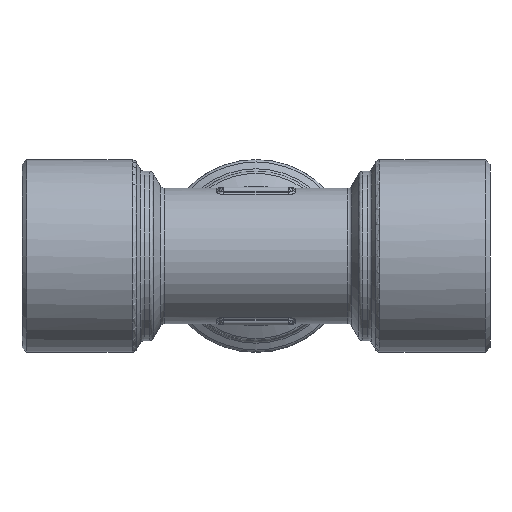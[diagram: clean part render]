
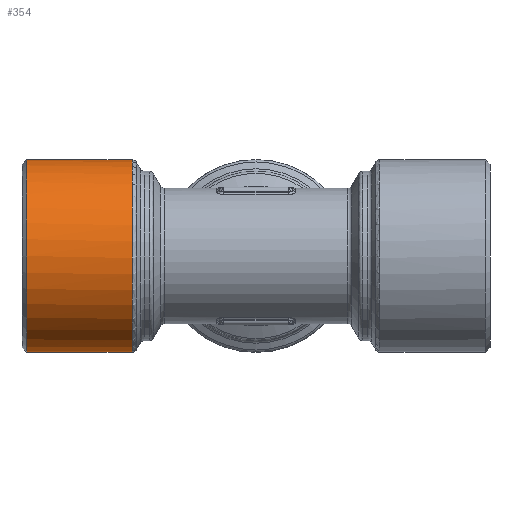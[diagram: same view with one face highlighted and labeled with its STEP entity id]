
A CAD part, left-side view. The second image highlights one B-rep face of the part: STEP entity #354.
In plain terms, the highlighted cylindrical face has radius 10.5 mm (diameter 21 mm), a full revolution.
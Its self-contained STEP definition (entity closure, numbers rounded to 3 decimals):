
#354 = ADVANCED_FACE( 'NONE', ( #943, #944 ), #945, .T. );
#943 = FACE_OUTER_BOUND( '', #5222, .T. );
#944 = FACE_OUTER_BOUND( '', #5223, .T. );
#945 = CYLINDRICAL_SURFACE( '', #5224, 10.5 );
#5222 = EDGE_LOOP( '', ( #6925, #6926, #6927, #6928, #6929, #6930 ) );
#5223 = EDGE_LOOP( '', ( #6931 ) );
#5224 = AXIS2_PLACEMENT_3D( '', #6932, #6933, #6934 );
#6925 = ORIENTED_EDGE( '', *, *, #7668, .T. );
#6926 = ORIENTED_EDGE( '', *, *, #7504, .T. );
#6927 = ORIENTED_EDGE( '', *, *, #7241, .T. );
#6928 = ORIENTED_EDGE( '', *, *, #7543, .T. );
#6929 = ORIENTED_EDGE( '', *, *, #7471, .T. );
#6930 = ORIENTED_EDGE( '', *, *, #7667, .T. );
#6931 = ORIENTED_EDGE( '', *, *, #7283, .T. );
#6932 = CARTESIAN_POINT( '', ( 0., 0., 0. ) );
#6933 = DIRECTION( '', ( 0., 1., 0. ) );
#6934 = DIRECTION( '', ( 0., 0., -1. ) );
#7241 = EDGE_CURVE( 'NONE', #8063, #8067, #8069, .T. );
#7283 = EDGE_CURVE( 'NONE', #8139, #8139, #8140, .T. );
#7471 = EDGE_CURVE( 'NONE', #8430, #8434, #8436, .T. );
#7504 = EDGE_CURVE( 'NONE', #8479, #8063, #8481, .T. );
#7543 = EDGE_CURVE( 'NONE', #8067, #8430, #8535, .T. );
#7667 = EDGE_CURVE( 'NONE', #8434, #8684, #8686, .T. );
#7668 = EDGE_CURVE( 'NONE', #8684, #8479, #8687, .T. );
#8063 = VERTEX_POINT( 'NONE', #9998 );
#8067 = VERTEX_POINT( 'NONE', #10003 );
#8069 = LINE( '', #10005, #10006 );
#8139 = VERTEX_POINT( '', #10282 );
#8140 = CIRCLE( '', #10283, 10.5 );
#8430 = VERTEX_POINT( 'NONE', #11143 );
#8434 = VERTEX_POINT( 'NONE', #11148 );
#8436 = LINE( '', #11150, #11151 );
#8479 = VERTEX_POINT( 'NONE', #11267 );
#8481 = B_SPLINE_CURVE_WITH_KNOTS( '', 3, ( #11269, #11270, #11271, #11272, #11273, #11274, #11275, #11276, #11277, #11278, #11279, #11280, #11281, #11282, #11283 ), .UNSPECIFIED., .F., .F., ( 4, 1, 1, 1, 1, 1, 1, 1, 1, 1, 1, 1, 4 ), ( 0., 0.051, 0.101, 0.151, 0.2, 0.25, 0.374, 0.5, 0.624, 0.751, 0.833, 0.916, 1. ), .UNSPECIFIED. );
#8535 = B_SPLINE_CURVE_WITH_KNOTS( '', 3, ( #11436, #11437, #11438, #11439, #11440, #11441, #11442, #11443, #11444, #11445, #11446 ), .UNSPECIFIED., .F., .F., ( 4, 1, 1, 1, 1, 1, 1, 1, 4 ), ( 0., 0.125, 0.25, 0.375, 0.5, 0.625, 0.75, 0.875, 1. ), .UNSPECIFIED. );
#8684 = VERTEX_POINT( 'NONE', #11867 );
#8686 = B_SPLINE_CURVE_WITH_KNOTS( '', 3, ( #11869, #11870, #11871, #11872, #11873, #11874, #11875, #11876, #11877, #11878, #11879, #11880, #11881, #11882, #11883, #11884 ), .UNSPECIFIED., .F., .F., ( 4, 1, 1, 1, 1, 1, 1, 1, 1, 1, 1, 1, 1, 4 ), ( 0., 0.051, 0.101, 0.15, 0.2, 0.249, 0.376, 0.499, 0.626, 0.75, 0.812, 0.875, 0.937, 1. ), .UNSPECIFIED. );
#8687 = CIRCLE( '', #11885, 10.5 );
#9998 = CARTESIAN_POINT( '', ( 10.447, 11.917, 1.05 ) );
#10003 = CARTESIAN_POINT( '', ( 10.447, 11.442, 1.05 ) );
#10005 = CARTESIAN_POINT( '', ( 10.447, 0., 1.05 ) );
#10006 = VECTOR( '', #12155, 1000. );
#10282 = CARTESIAN_POINT( '', ( 0., 25., -10.5 ) );
#10283 = AXIS2_PLACEMENT_3D( '', #12197, #12198, #12199 );
#11143 = CARTESIAN_POINT( '', ( 10.447, 11.442, -1.05 ) );
#11148 = CARTESIAN_POINT( '', ( 10.447, 11.917, -1.05 ) );
#11150 = CARTESIAN_POINT( '', ( 10.447, 0., -1.05 ) );
#11151 = VECTOR( '', #12479, 1000. );
#11267 = CARTESIAN_POINT( '', ( 10.212, 13.499, 2.442 ) );
#11269 = CARTESIAN_POINT( '', ( 10.212, 13.499, 2.442 ) );
#11270 = CARTESIAN_POINT( '', ( 10.221, 13.498, 2.403 ) );
#11271 = CARTESIAN_POINT( '', ( 10.239, 13.496, 2.326 ) );
#11272 = CARTESIAN_POINT( '', ( 10.265, 13.48, 2.211 ) );
#11273 = CARTESIAN_POINT( '', ( 10.288, 13.455, 2.098 ) );
#11274 = CARTESIAN_POINT( '', ( 10.31, 13.418, 1.989 ) );
#11275 = CARTESIAN_POINT( '', ( 10.34, 13.349, 1.83 ) );
#11276 = CARTESIAN_POINT( '', ( 10.374, 13.224, 1.63 ) );
#11277 = CARTESIAN_POINT( '', ( 10.404, 13.017, 1.421 ) );
#11278 = CARTESIAN_POINT( '', ( 10.425, 12.771, 1.254 ) );
#11279 = CARTESIAN_POINT( '', ( 10.437, 12.53, 1.149 ) );
#11280 = CARTESIAN_POINT( '', ( 10.443, 12.308, 1.088 ) );
#11281 = CARTESIAN_POINT( '', ( 10.447, 12.114, 1.056 ) );
#11282 = CARTESIAN_POINT( '', ( 10.447, 11.983, 1.052 ) );
#11283 = CARTESIAN_POINT( '', ( 10.447, 11.917, 1.05 ) );
#11436 = CARTESIAN_POINT( '', ( 10.447, 11.442, 1.05 ) );
#11437 = CARTESIAN_POINT( '', ( 10.455, 11.451, 0.963 ) );
#11438 = CARTESIAN_POINT( '', ( 10.472, 11.469, 0.789 ) );
#11439 = CARTESIAN_POINT( '', ( 10.488, 11.487, 0.526 ) );
#11440 = CARTESIAN_POINT( '', ( 10.498, 11.498, 0.263 ) );
#11441 = CARTESIAN_POINT( '', ( 10.501, 11.501, 0. ) );
#11442 = CARTESIAN_POINT( '', ( 10.498, 11.498, -0.263 ) );
#11443 = CARTESIAN_POINT( '', ( 10.488, 11.487, -0.526 ) );
#11444 = CARTESIAN_POINT( '', ( 10.472, 11.469, -0.789 ) );
#11445 = CARTESIAN_POINT( '', ( 10.455, 11.451, -0.963 ) );
#11446 = CARTESIAN_POINT( '', ( 10.447, 11.442, -1.05 ) );
#11867 = CARTESIAN_POINT( '', ( 10.212, 13.499, -2.442 ) );
#11869 = CARTESIAN_POINT( '', ( 10.447, 11.917, -1.05 ) );
#11870 = CARTESIAN_POINT( '', ( 10.447, 11.956, -1.051 ) );
#11871 = CARTESIAN_POINT( '', ( 10.447, 12.036, -1.052 ) );
#11872 = CARTESIAN_POINT( '', ( 10.446, 12.153, -1.064 ) );
#11873 = CARTESIAN_POINT( '', ( 10.444, 12.269, -1.082 ) );
#11874 = CARTESIAN_POINT( '', ( 10.441, 12.383, -1.109 ) );
#11875 = CARTESIAN_POINT( '', ( 10.436, 12.553, -1.16 ) );
#11876 = CARTESIAN_POINT( '', ( 10.425, 12.77, -1.254 ) );
#11877 = CARTESIAN_POINT( '', ( 10.404, 13.016, -1.42 ) );
#11878 = CARTESIAN_POINT( '', ( 10.374, 13.224, -1.629 ) );
#11879 = CARTESIAN_POINT( '', ( 10.339, 13.354, -1.837 ) );
#11880 = CARTESIAN_POINT( '', ( 10.305, 13.429, -2.015 ) );
#11881 = CARTESIAN_POINT( '', ( 10.277, 13.469, -2.155 ) );
#11882 = CARTESIAN_POINT( '', ( 10.246, 13.494, -2.298 ) );
#11883 = CARTESIAN_POINT( '', ( 10.223, 13.497, -2.394 ) );
#11884 = CARTESIAN_POINT( '', ( 10.212, 13.499, -2.442 ) );
#11885 = AXIS2_PLACEMENT_3D( '', #12794, #12795, #12796 );
#12155 = DIRECTION( '', ( 0., -1., 0. ) );
#12197 = CARTESIAN_POINT( '', ( 0., 25., 0. ) );
#12198 = DIRECTION( '', ( 0., -1., 0. ) );
#12199 = DIRECTION( '', ( 0., 0., -1. ) );
#12479 = DIRECTION( '', ( 0., 1., 0. ) );
#12794 = CARTESIAN_POINT( '', ( 0., 13.499, 0. ) );
#12795 = DIRECTION( '', ( 0., 1., 0. ) );
#12796 = DIRECTION( '', ( 0., 0., 1. ) );
